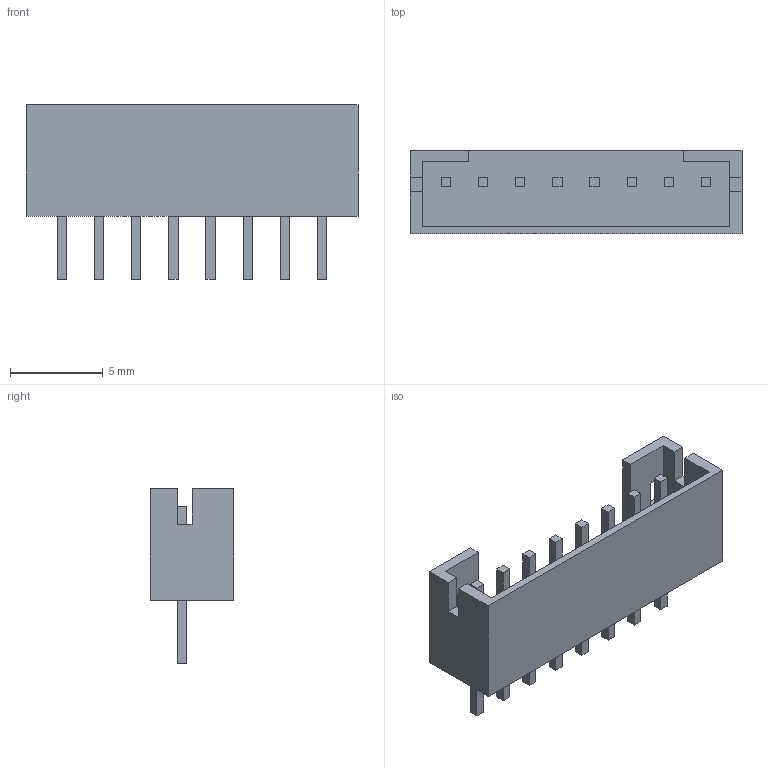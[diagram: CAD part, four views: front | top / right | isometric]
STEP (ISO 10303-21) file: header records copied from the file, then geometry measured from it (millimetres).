
FILE_DESCRIPTION(('FreeCAD Model'),'2;1');
FILE_NAME('B8B-PH-K-S.step','2017-09-02T08:08:15',( 'kicad StepUp'),('ksu MCAD'),'Open CASCADE STEP processor 7.1', 'FreeCAD','Unknown');
FILE_SCHEMA(('AUTOMOTIVE_DESIGN_CC2 { 1 2 10303 214 -1 1 5 4 }'));
Length unit declared in the file: millimetre
Products named in the file (2): ASSEMBLY; B8B-PH-K-S
Assembly tree (1 placements, depth 2):
  ASSEMBLY
    B8B-PH-K-S
Bounding box: 17.9 x 4.5 x 9.4 mm (x, y, z)
Volume: 216.1 mm3; surface area: 612.8 mm2
Topology: 1 solids, 1 shells, 108 faces, 276 edges, 184 vertices
Faces by surface type: plane 108
Entity records: 3996 total; most frequent: CARTESIAN_POINT 570, ORIENTED_EDGE 552, DIRECTION 496, EDGE_CURVE 276, LINE 276, VECTOR 276, VERTEX_POINT 184, FACE_BOUND 126
